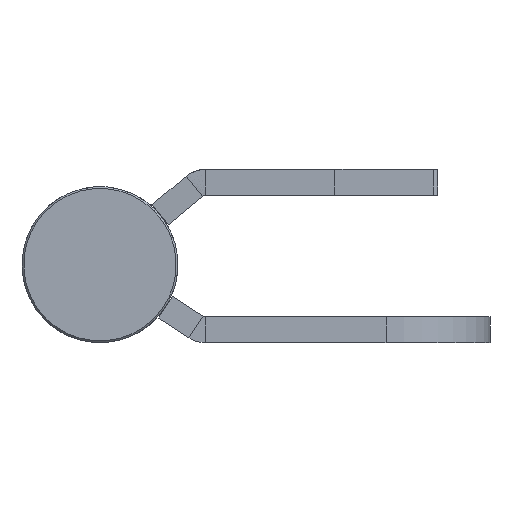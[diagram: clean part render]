
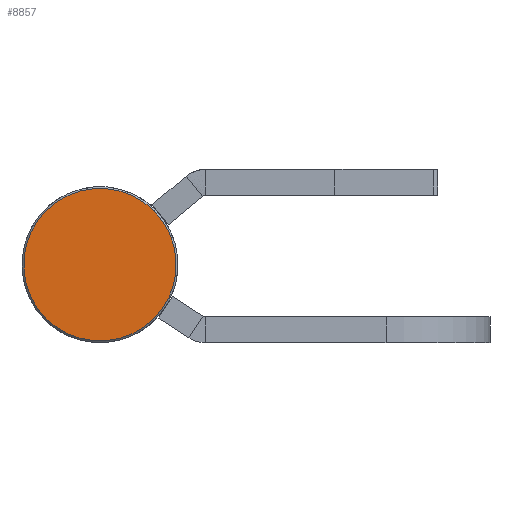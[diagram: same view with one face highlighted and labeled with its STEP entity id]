
A CAD part, left-side view. The second image highlights one B-rep face of the part: STEP entity #8857.
In plain terms, the highlighted face is planar.
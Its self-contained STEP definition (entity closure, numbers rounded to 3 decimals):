
#1502 = EDGE_LOOP ( 'NONE', ( #4993 ) ) ;
#3749 = DIRECTION ( 'NONE',  ( -1., 0., 0. ) ) ;
#4138 = CIRCLE ( 'NONE', #4807, 8.8 ) ;
#4275 = FACE_OUTER_BOUND ( 'NONE', #1502, .T. ) ;
#4807 = AXIS2_PLACEMENT_3D ( 'NONE', #11122, #3749, #9133 ) ;
#4993 = ORIENTED_EDGE ( 'NONE', *, *, #7667, .F. ) ;
#5372 = CARTESIAN_POINT ( 'NONE',  ( 37., 8.8, 0. ) ) ;
#5419 = DIRECTION ( 'NONE',  ( -1., 0., 0. ) ) ;
#6062 = VERTEX_POINT ( 'NONE', #12433 ) ;
#7667 = EDGE_CURVE ( 'NONE', #6062, #6062, #4138, .T. ) ;
#8628 = AXIS2_PLACEMENT_3D ( 'NONE', #5372, #5419, #13158 ) ;
#8857 = ADVANCED_FACE ( 'NONE', ( #4275 ), #13060, .F. ) ;
#9133 = DIRECTION ( 'NONE',  ( 0., 0., 1. ) ) ;
#11122 = CARTESIAN_POINT ( 'NONE',  ( 37., 0., 0. ) ) ;
#12433 = CARTESIAN_POINT ( 'NONE',  ( 37., 0., 8.8 ) ) ;
#13060 = PLANE ( 'NONE',  #8628 ) ;
#13158 = DIRECTION ( 'NONE',  ( 0., 0., 1. ) ) ;
